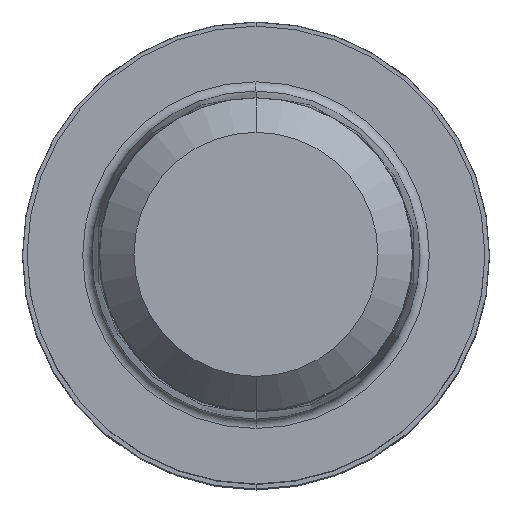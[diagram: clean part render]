
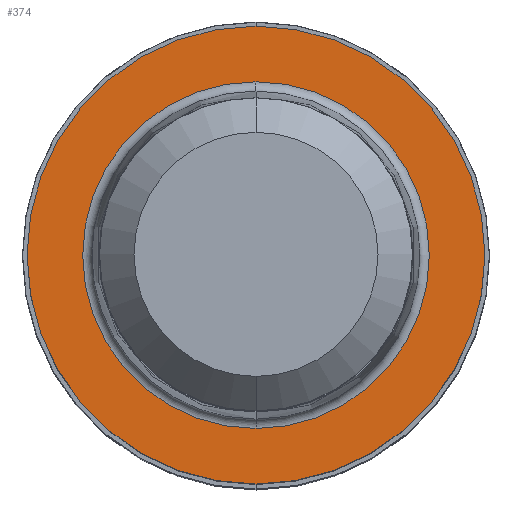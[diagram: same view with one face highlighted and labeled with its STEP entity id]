
A CAD part, top view. The second image highlights one B-rep face of the part: STEP entity #374.
In plain terms, the highlighted planar face has unit normal (0, 0, 1).
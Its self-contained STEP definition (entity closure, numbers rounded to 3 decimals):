
#204=EDGE_CURVE('',#396,#222,#494,.T.);
#222=VERTEX_POINT('',#517);
#266=EDGE_CURVE('',#326,#416,#573,.T.);
#306=EDGE_CURVE('',#416,#326,#616,.T.);
#326=VERTEX_POINT('',#637);
#364=EDGE_CURVE('',#222,#396,#678,.T.);
#374=ADVANCED_FACE('',(#691,#692),#693,.T.);
#396=VERTEX_POINT('',#717);
#416=VERTEX_POINT('',#738);
#494=CIRCLE('',#830,3.71);
#517=CARTESIAN_POINT('',(0.,-3.71,0.01));
#573=CIRCLE('',#923,4.9);
#616=CIRCLE('',#979,4.9);
#637=CARTESIAN_POINT('',(0.,-4.9,0.01));
#678=CIRCLE('',#1058,3.71);
#691=FACE_OUTER_BOUND('',#1071,.T.);
#692=FACE_BOUND('',#1072,.T.);
#693=PLANE('',#1073);
#717=CARTESIAN_POINT('',(0.0,3.71,0.01));
#738=CARTESIAN_POINT('',(0.0,4.9,0.01));
#830=AXIS2_PLACEMENT_3D('',#1204,#1205,#1206);
#923=AXIS2_PLACEMENT_3D('',#1337,#1338,#1339);
#979=AXIS2_PLACEMENT_3D('',#1390,#1391,#1392);
#1058=AXIS2_PLACEMENT_3D('',#1457,#1458,#1459);
#1071=EDGE_LOOP('',(#1485,#1486));
#1072=EDGE_LOOP('',(#1487,#1488));
#1073=AXIS2_PLACEMENT_3D('',#1489,#1490,#1491);
#1204=CARTESIAN_POINT('',(0.0,0.0,0.01));
#1205=DIRECTION('',(0.0,0.0,-1.0));
#1206=DIRECTION('',(0.0,1.0,0.0));
#1337=CARTESIAN_POINT('',(0.0,0.0,0.01));
#1338=DIRECTION('',(0.0,0.0,-1.0));
#1339=DIRECTION('',(0.0,1.0,0.0));
#1390=CARTESIAN_POINT('',(0.0,0.0,0.01));
#1391=DIRECTION('',(0.0,0.0,-1.0));
#1392=DIRECTION('',(0.0,1.0,0.0));
#1457=CARTESIAN_POINT('',(0.0,0.0,0.01));
#1458=DIRECTION('',(0.0,0.0,-1.0));
#1459=DIRECTION('',(0.0,1.0,0.0));
#1485=ORIENTED_EDGE('',*,*,#306,.F.);
#1486=ORIENTED_EDGE('',*,*,#266,.F.);
#1487=ORIENTED_EDGE('',*,*,#204,.T.);
#1488=ORIENTED_EDGE('',*,*,#364,.T.);
#1489=CARTESIAN_POINT('',(0.0,2.45,0.01));
#1490=DIRECTION('',(-0.0,0.0,1.0));
#1491=DIRECTION('',(0.0,-1.0,0.0));
